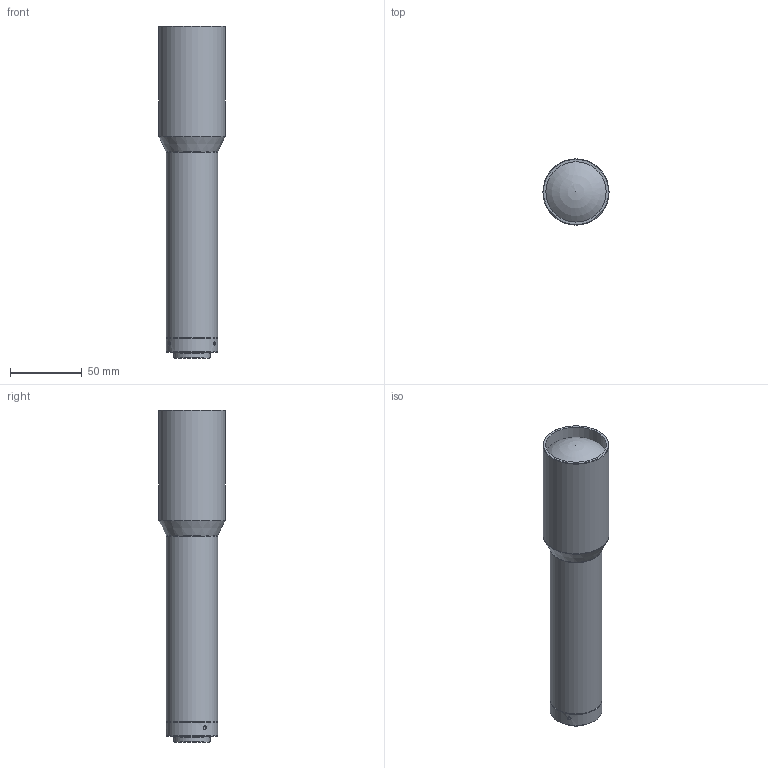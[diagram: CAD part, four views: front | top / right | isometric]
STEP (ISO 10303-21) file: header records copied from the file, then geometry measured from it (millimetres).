
FILE_DESCRIPTION (( 'STEP AP203' ), '1' );
FILE_NAME ('600085.STEP', '2024-08-14T02:22:36', ( 'Windows User' ), ( 'P R C' ), 'SwSTEP 2.0', 'SolidWorks 2020', '' );
FILE_SCHEMA (( 'CONFIG_CONTROL_DESIGN' ));
Length unit declared in the file: millimetre
Products named in the file (1): 600085
Bounding box: 46 x 46 x 231.16 mm (x, y, z)
Volume: 280110.9 mm3; surface area: 35773.6 mm2
Topology: 2 solids, 2 shells, 28 faces, 54 edges, 36 vertices
Faces by surface type: cylinder 12, plane 7, cone 6, bspline 2, sphere 1
Full cylindrical faces by diameter (mm): 2.5 x3, 24.6 x1, 25.4 x1, 36 x2, 42 x1, 46 x1
Entity records: 845 total; most frequent: CARTESIAN_POINT 333, DIRECTION 94, EDGE_LOOP 52, ORIENTED_EDGE 52, AXIS2_PLACEMENT_3D 47, FACE_OUTER_BOUND 39, ADVANCED_FACE 28, VERTEX_POINT 26
